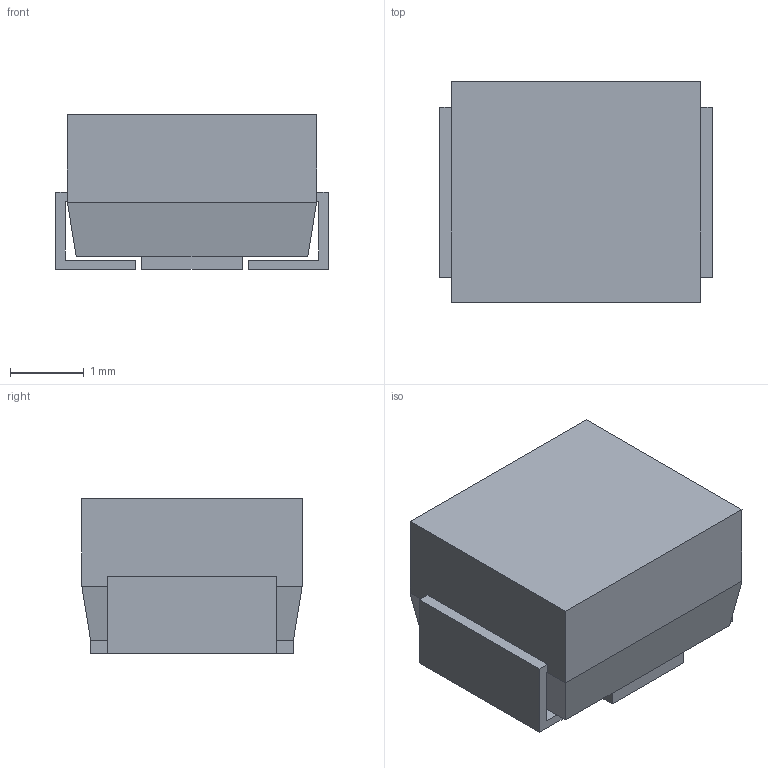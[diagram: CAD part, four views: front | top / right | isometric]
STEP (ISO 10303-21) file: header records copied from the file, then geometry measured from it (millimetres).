
FILE_DESCRIPTION (( 'STEP AP214' ), '1' );
FILE_NAME ('TR3B106K025C1100.STEP', '2021-05-13T04:27:02', ( '' ), ( '' ), 'SwSTEP 2.0', 'SolidWorks 2019', '' );
FILE_SCHEMA (( 'AUTOMOTIVE_DESIGN' ));
Length unit declared in the file: millimetre
Products named in the file (1): TR3B106K025C1100
Bounding box: 3.71 x 3 x 2.11 mm (x, y, z)
Volume: 20.9 mm3; surface area: 65.9 mm2
Topology: 3 solids, 3 shells, 36 faces, 82 edges, 52 vertices
Faces by surface type: plane 36
Entity records: 1045 total; most frequent: CARTESIAN_POINT 204, ORIENTED_EDGE 164, DIRECTION 145, EDGE_CURVE 82, VECTOR 71, LINE 71, VERTEX_POINT 52, AXIS2_PLACEMENT_3D 37
